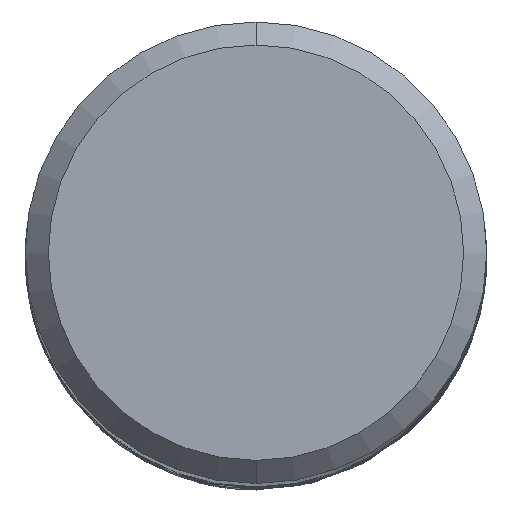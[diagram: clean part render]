
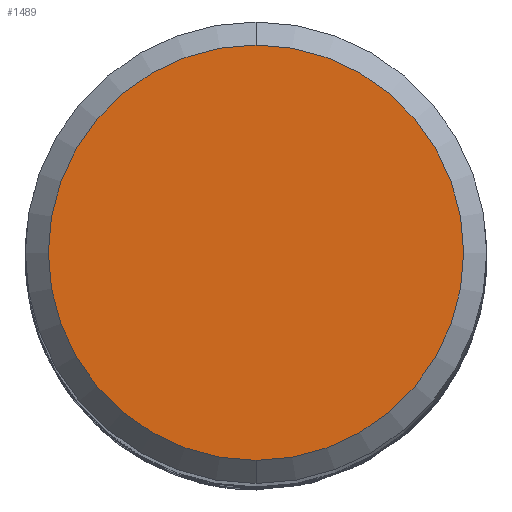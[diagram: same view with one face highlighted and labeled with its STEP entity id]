
A CAD part, top view. The second image highlights one B-rep face of the part: STEP entity #1489.
In plain terms, the highlighted planar face has unit normal (0, 0, 1).
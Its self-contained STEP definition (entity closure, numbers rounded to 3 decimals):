
#1161=VERTEX_POINT('',#3275);
#1357=EDGE_CURVE('',#1161,#3137,#3484,.T.);
#1489=ADVANCED_FACE('',(#3631),#3632,.T.);
#2383=EDGE_CURVE('',#3137,#1161,#4607,.T.);
#3137=VERTEX_POINT('',#5422);
#3275=CARTESIAN_POINT('',(0.,-5.4,0.0));
#3484=CIRCLE('',#9088,5.4);
#3631=FACE_OUTER_BOUND('',#11011,.T.);
#3632=PLANE('',#11012);
#4607=CIRCLE('',#24529,5.4);
#5422=CARTESIAN_POINT('',(0.0,5.4,0.0));
#9088=AXIS2_PLACEMENT_3D('',#34646,#34647,#34648);
#11011=EDGE_LOOP('',(#34852,#34853));
#11012=AXIS2_PLACEMENT_3D('',#34854,#34855,#34856);
#24529=AXIS2_PLACEMENT_3D('',#35949,#35950,#35951);
#34646=CARTESIAN_POINT('',(0.0,0.0,0.0));
#34647=DIRECTION('',(0.0,0.0,-1.0));
#34648=DIRECTION('',(0.0,1.0,0.0));
#34852=ORIENTED_EDGE('',*,*,#2383,.F.);
#34853=ORIENTED_EDGE('',*,*,#1357,.F.);
#34854=CARTESIAN_POINT('',(0.0,2.7,0.0));
#34855=DIRECTION('',(-0.0,0.0,1.0));
#34856=DIRECTION('',(0.0,-1.0,0.0));
#35949=CARTESIAN_POINT('',(0.0,0.0,0.0));
#35950=DIRECTION('',(0.0,0.0,-1.0));
#35951=DIRECTION('',(0.0,1.0,0.0));
